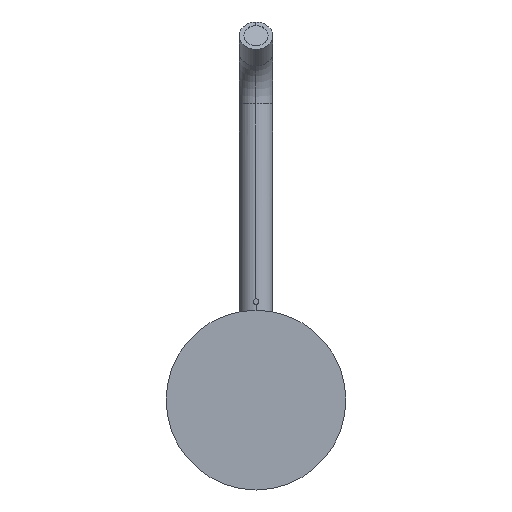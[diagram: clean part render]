
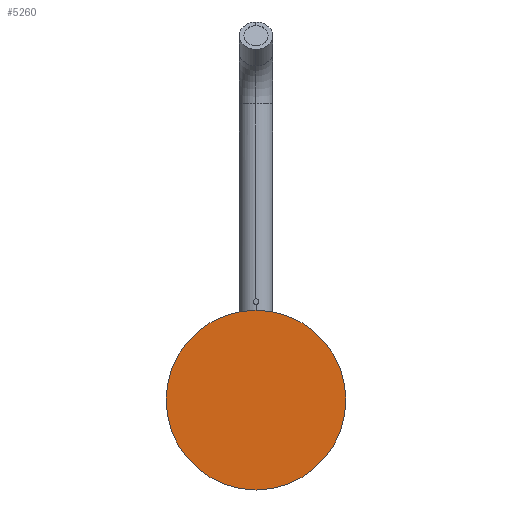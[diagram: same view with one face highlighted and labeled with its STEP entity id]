
A CAD part, front view. The second image highlights one B-rep face of the part: STEP entity #5260.
In plain terms, the highlighted planar face has unit normal (0, -1, 0).
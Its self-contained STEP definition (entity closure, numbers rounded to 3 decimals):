
#76=CARTESIAN_POINT('',(0.,-4.,0.));
#77=DIRECTION('',(0.,1.,0.));
#78=DIRECTION('',(1.,0.,0.));
#79=AXIS2_PLACEMENT_3D('',#76,#77,#78);
#81=CARTESIAN_POINT('',(0.,-4.,0.));
#82=DIRECTION('',(0.,-1.,0.));
#83=DIRECTION('',(1.,0.,0.));
#84=AXIS2_PLACEMENT_3D('',#81,#82,#83);
#5076=CARTESIAN_POINT('',(70.,-4.,0.));
#5078=VERTEX_POINT('',#5076);
#5080=CARTESIAN_POINT('',(-70.,-4.,0.));
#5082=VERTEX_POINT('',#5080);
#5251=CARTESIAN_POINT('',(0.,-4.,0.));
#5252=DIRECTION('',(0.,-1.,0.));
#5253=DIRECTION('',(-1.,0.,0.));
#5254=AXIS2_PLACEMENT_3D('',#5251,#5252,#5253);
#5255=PLANE('',#5254);
#5256=ORIENTED_EDGE('',*,*,#5237,.F.);
#5257=ORIENTED_EDGE('',*,*,#5219,.T.);
#5258=EDGE_LOOP('',(#5256,#5257));
#5259=FACE_OUTER_BOUND('',#5258,.F.);
#5260=ADVANCED_FACE('',(#5259),#5255,.T.);
#80=CIRCLE('',#79,70.);
#85=CIRCLE('',#84,70.);
#5219=EDGE_CURVE('',#5078,#5082,#80,.T.);
#5237=EDGE_CURVE('',#5078,#5082,#85,.T.);
